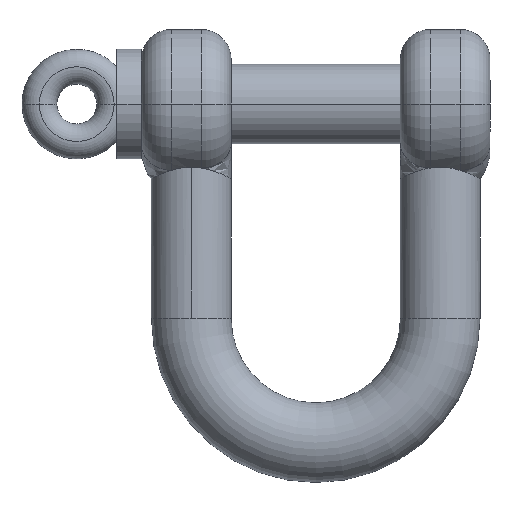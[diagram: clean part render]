
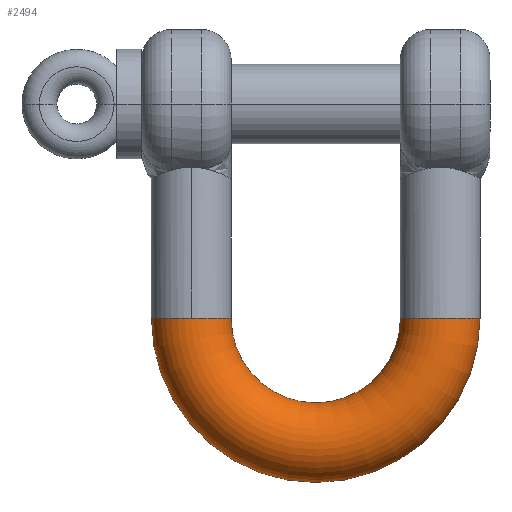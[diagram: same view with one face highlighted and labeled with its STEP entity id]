
A CAD part, top view. The second image highlights one B-rep face of the part: STEP entity #2494.
In plain terms, the highlighted toroidal (fillet/blend) face has major radius 12.5 mm and minor radius 4 mm.
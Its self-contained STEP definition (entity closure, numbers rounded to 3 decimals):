
#1499 = DIRECTION ( 'NONE',  ( -1., 0., 0. ) ) ;
#1500 = DIRECTION ( 'NONE',  ( 0., 0., -1. ) ) ;
#1501 = AXIS2_PLACEMENT_3D ( 'NONE', #1508, #1500, #1499 ) ;
#1502 = CIRCLE ( 'NONE', #1501, 8.5 ) ;
#1508 = CARTESIAN_POINT ( 'NONE',  ( 0., -21.5, 0. ) ) ;
#1575 = CARTESIAN_POINT ( 'NONE',  ( -8.5, -21.5, 0. ) ) ;
#1582 = CARTESIAN_POINT ( 'NONE',  ( -16.5, -21.5, 0. ) ) ;
#1583 = DIRECTION ( 'NONE',  ( -1., 0., 0. ) ) ;
#1584 = DIRECTION ( 'NONE',  ( 0., 0., -1. ) ) ;
#1585 = CARTESIAN_POINT ( 'NONE',  ( 0., -21.5, 0. ) ) ;
#1586 = AXIS2_PLACEMENT_3D ( 'NONE', #1585, #1584, #1583 ) ;
#1587 = CIRCLE ( 'NONE', #1586, 16.5 ) ;
#1588 = CARTESIAN_POINT ( 'NONE',  ( 16.5, -21.5, 0. ) ) ;
#1589 = CARTESIAN_POINT ( 'NONE',  ( 8.5, -21.5, 0. ) ) ;
#1900 = CARTESIAN_POINT ( 'NONE',  ( -12.5, -21.5, 0. ) ) ;
#1901 = AXIS2_PLACEMENT_3D ( 'NONE', #1900, #1948, #1947 ) ;
#1902 = CIRCLE ( 'NONE', #1901, 4. ) ;
#1947 = DIRECTION ( 'NONE',  ( 0., 0., 1. ) ) ;
#1948 = DIRECTION ( 'NONE',  ( 0., 1., 0. ) ) ;
#2011 = DIRECTION ( 'NONE',  ( 0., 0., 1. ) ) ;
#2012 = DIRECTION ( 'NONE',  ( 0., 1., 0. ) ) ;
#2013 = CARTESIAN_POINT ( 'NONE',  ( -12.5, -21.5, 0. ) ) ;
#2014 = AXIS2_PLACEMENT_3D ( 'NONE', #2013, #2012, #2011 ) ;
#2015 = CIRCLE ( 'NONE', #2014, 4. ) ;
#2016 = CARTESIAN_POINT ( 'NONE',  ( -12.5, -21.5, 4. ) ) ;
#2055 = CARTESIAN_POINT ( 'NONE',  ( 0., -21.5, 0. ) ) ;
#2096 = DIRECTION ( 'NONE',  ( -1., 0., 0. ) ) ;
#2097 = DIRECTION ( 'NONE',  ( 0., 0., -1. ) ) ;
#2098 = AXIS2_PLACEMENT_3D ( 'NONE', #2055, #2097, #2096 ) ;
#2099 = TOROIDAL_SURFACE ( 'NONE', #2098, 12.5, 4. ) ;
#2100 = FACE_OUTER_BOUND ( 'NONE', #2428, .T. ) ;
#2132 = DIRECTION ( 'NONE',  ( 0., 0., 1. ) ) ;
#2133 = DIRECTION ( 'NONE',  ( 0., -1., 0. ) ) ;
#2134 = CARTESIAN_POINT ( 'NONE',  ( 12.5, -21.5, 0. ) ) ;
#2135 = AXIS2_PLACEMENT_3D ( 'NONE', #2134, #2133, #2132 ) ;
#2136 = CIRCLE ( 'NONE', #2135, 4. ) ;
#2247 = EDGE_CURVE ( 'NONE', #2294, #2302, #1502, .T. ) ;
#2294 = VERTEX_POINT ( 'NONE', #1589 ) ;
#2295 = VERTEX_POINT ( 'NONE', #1588 ) ;
#2297 = EDGE_CURVE ( 'NONE', #2295, #2298, #1587, .T. ) ;
#2298 = VERTEX_POINT ( 'NONE', #1582 ) ;
#2302 = VERTEX_POINT ( 'NONE', #1575 ) ;
#2428 = EDGE_LOOP ( 'NONE', ( #2495, #2437, #2438, #2499, #2442 ) ) ;
#2437 = ORIENTED_EDGE ( 'NONE', *, *, #2506, .T. ) ;
#2438 = ORIENTED_EDGE ( 'NONE', *, *, #2247, .T. ) ;
#2442 = ORIENTED_EDGE ( 'NONE', *, *, #2443, .F. ) ;
#2443 = EDGE_CURVE ( 'NONE', #2298, #2457, #1902, .T. ) ;
#2457 = VERTEX_POINT ( 'NONE', #2016 ) ;
#2459 = EDGE_CURVE ( 'NONE', #2457, #2302, #2015, .T. ) ;
#2494 = ADVANCED_FACE ( 'NONE', ( #2100 ), #2099, .T. ) ;
#2495 = ORIENTED_EDGE ( 'NONE', *, *, #2297, .F. ) ;
#2499 = ORIENTED_EDGE ( 'NONE', *, *, #2459, .F. ) ;
#2506 = EDGE_CURVE ( 'NONE', #2295, #2294, #2136, .T. ) ;
